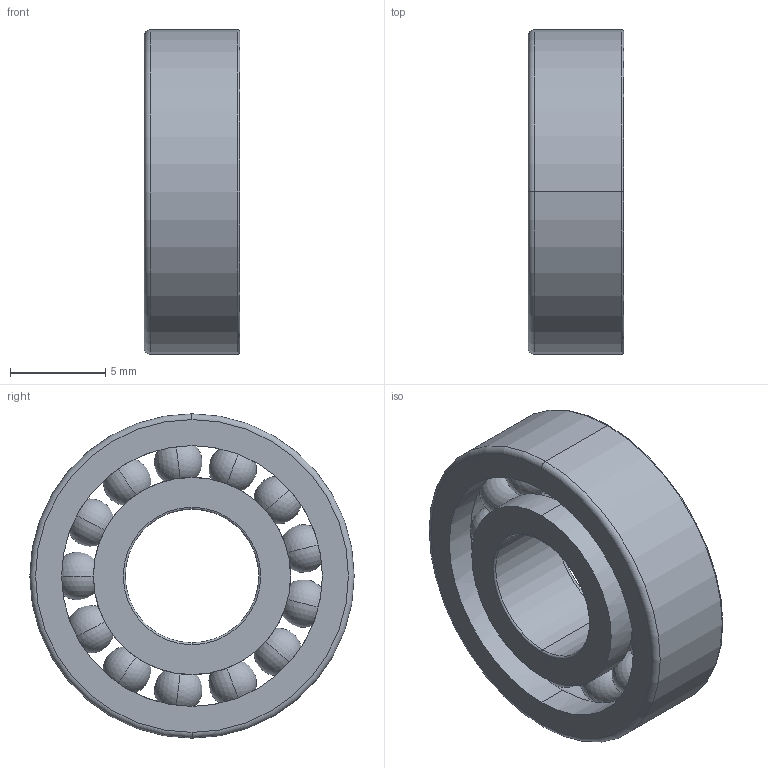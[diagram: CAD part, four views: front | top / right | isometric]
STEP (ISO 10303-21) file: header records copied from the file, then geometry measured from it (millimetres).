
FILE_DESCRIPTION (( 'STEP AP214' ), '1' );
FILE_NAME ('bearing_7x17x5_soarm_moce.STEP', '2026-02-21T18:04:43', ( '' ), ( '' ), 'SwSTEP 2.0', 'SolidWorks 2024', '' );
FILE_SCHEMA (( 'AUTOMOTIVE_DESIGN' ));
Length unit declared in the file: millimetre
Products named in the file (1): bearing_7x17x5_soarm_moce
Bounding box: 5 x 17 x 17 mm (x, y, z)
Volume: 673.3 mm3; surface area: 1224.4 mm2
Topology: 1 solids, 1 shells, 95 faces, 439 edges, 297 vertices
Faces by surface type: torus 50, sphere 26, cylinder 14, plane 5
Entity records: 4477 total; most frequent: CARTESIAN_POINT 1560, ORIENTED_EDGE 722, DIRECTION 536, EDGE_CURVE 361, AXIS2_PLACEMENT_3D 261, VERTEX_POINT 245, B_SPLINE_CURVE_WITH_KNOTS 182, CIRCLE 165
